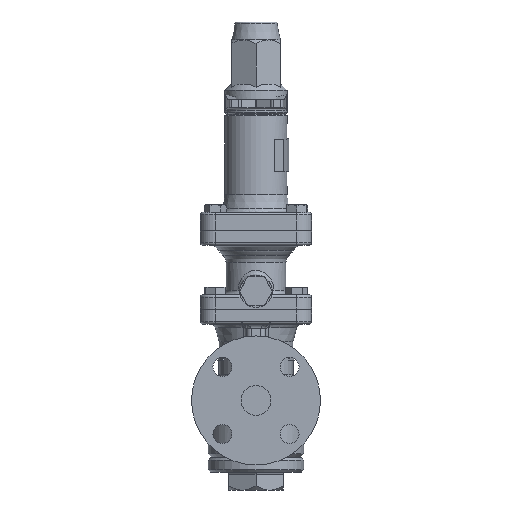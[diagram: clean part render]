
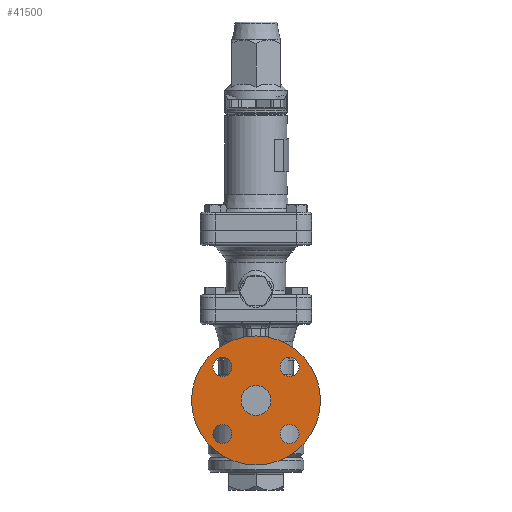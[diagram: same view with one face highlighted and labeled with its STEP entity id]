
A CAD part, left-side view. The second image highlights one B-rep face of the part: STEP entity #41500.
In plain terms, the highlighted planar face has unit normal (-1, 0, 0).
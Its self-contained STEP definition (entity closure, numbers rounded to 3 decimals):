
#25179=CARTESIAN_POINT('',(-88.0,0.0,60.0));
#25180=VERTEX_POINT('',#25179);
#25181=CARTESIAN_POINT('',(-88.0,0.0,47.5));
#25182=DIRECTION('',(1.0,0.0,0.0));
#25183=DIRECTION('',(0.0,0.0,1.0));
#25184=AXIS2_PLACEMENT_3D('',#25181,#25182,#25183);
#25185=CIRCLE('',#25184,12.5);
#25186=EDGE_CURVE('',#25180,#25180,#25185,.T.);
#25723=CARTESIAN_POINT('',(-88.,0.,101.5));
#25724=VERTEX_POINT('',#25723);
#25725=CARTESIAN_POINT('',(-88.0,0.0,47.5));
#25726=DIRECTION('',(1.0,0.0,0.0));
#25727=DIRECTION('',(0.0,0.0,-1.0));
#25728=AXIS2_PLACEMENT_3D('',#25725,#25726,#25727);
#25729=CIRCLE('',#25728,54.0);
#25730=EDGE_CURVE('',#25724,#25724,#25729,.T.);
#25767=CARTESIAN_POINT('',(-88.0,36.107,19.393));
#25768=VERTEX_POINT('',#25767);
#25769=CARTESIAN_POINT('',(-88.0,28.107,19.393));
#25770=DIRECTION('',(1.0,0.0,0.0));
#25771=DIRECTION('',(0.0,1.0,0.0));
#25772=AXIS2_PLACEMENT_3D('',#25769,#25770,#25771);
#25773=CIRCLE('',#25772,8.0);
#25774=EDGE_CURVE('',#25768,#25768,#25773,.T.);
#25808=CARTESIAN_POINT('',(-88.0,-28.107,11.393));
#25809=VERTEX_POINT('',#25808);
#25810=CARTESIAN_POINT('',(-88.0,-28.107,19.393));
#25811=DIRECTION('',(1.0,0.0,0.0));
#25812=DIRECTION('',(0.0,0.0,-1.0));
#25813=AXIS2_PLACEMENT_3D('',#25810,#25811,#25812);
#25814=CIRCLE('',#25813,8.0);
#25815=EDGE_CURVE('',#25809,#25809,#25814,.T.);
#25849=CARTESIAN_POINT('',(-88.0,-36.107,75.607));
#25850=VERTEX_POINT('',#25849);
#25851=CARTESIAN_POINT('',(-88.0,-28.107,75.607));
#25852=DIRECTION('',(1.0,0.0,0.0));
#25853=DIRECTION('',(0.0,-1.0,0.0));
#25854=AXIS2_PLACEMENT_3D('',#25851,#25852,#25853);
#25855=CIRCLE('',#25854,8.0);
#25856=EDGE_CURVE('',#25850,#25850,#25855,.T.);
#25890=CARTESIAN_POINT('',(-88.0,28.107,83.607));
#25891=VERTEX_POINT('',#25890);
#25892=CARTESIAN_POINT('',(-88.0,28.107,75.607));
#25893=DIRECTION('',(1.0,0.0,0.0));
#25894=DIRECTION('',(0.0,0.0,1.0));
#25895=AXIS2_PLACEMENT_3D('',#25892,#25893,#25894);
#25896=CIRCLE('',#25895,8.0);
#25897=EDGE_CURVE('',#25891,#25891,#25896,.T.);
#41477=CARTESIAN_POINT('',(-88.0,0.0,47.5));
#41478=DIRECTION('',(1.0,0.0,0.0));
#41479=DIRECTION('',(0.0,0.0,-1.0));
#41480=AXIS2_PLACEMENT_3D('',#41477,#41478,#41479);
#41481=PLANE('',#41480);
#41482=ORIENTED_EDGE('',*,*,#25730,.F.);
#41483=EDGE_LOOP('',(#41482));
#41484=FACE_OUTER_BOUND('',#41483,.T.);
#41485=ORIENTED_EDGE('',*,*,#25897,.T.);
#41486=EDGE_LOOP('',(#41485));
#41487=FACE_BOUND('',#41486,.T.);
#41488=ORIENTED_EDGE('',*,*,#25774,.T.);
#41489=EDGE_LOOP('',(#41488));
#41490=FACE_BOUND('',#41489,.T.);
#41491=ORIENTED_EDGE('',*,*,#25815,.T.);
#41492=EDGE_LOOP('',(#41491));
#41493=FACE_BOUND('',#41492,.T.);
#41494=ORIENTED_EDGE('',*,*,#25856,.T.);
#41495=EDGE_LOOP('',(#41494));
#41496=FACE_BOUND('',#41495,.T.);
#41497=ORIENTED_EDGE('',*,*,#25186,.T.);
#41498=EDGE_LOOP('',(#41497));
#41499=FACE_BOUND('',#41498,.T.);
#41500=ADVANCED_FACE('',(#41484,#41487,#41490,#41493,#41496,#41499),#41481,.F.);
